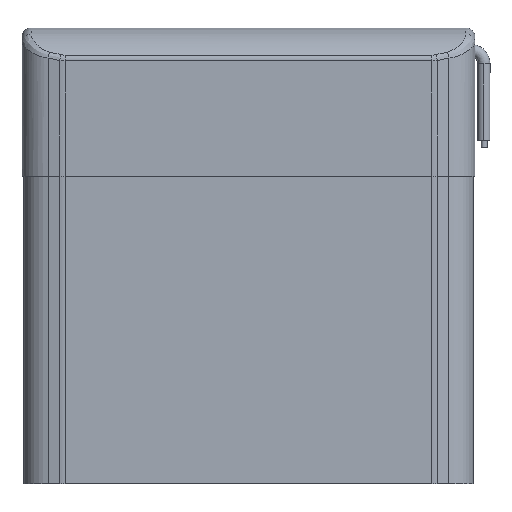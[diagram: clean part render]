
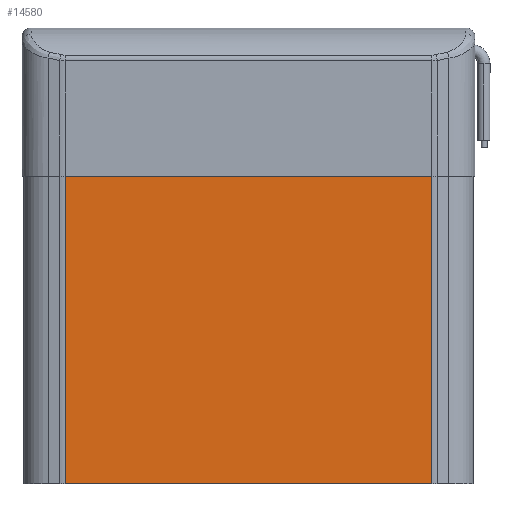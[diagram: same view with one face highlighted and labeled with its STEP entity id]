
A CAD part, top view. The second image highlights one B-rep face of the part: STEP entity #14580.
In plain terms, the highlighted planar face has unit normal (0, 0, 1).
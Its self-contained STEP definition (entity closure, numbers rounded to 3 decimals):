
#888 = DIRECTION ( 'NONE',  ( 1., 0., 0. ) ) ;
#985 = CARTESIAN_POINT ( 'NONE',  ( 12.4, 5.25, 3.9 ) ) ;
#1941 = DIRECTION ( 'NONE',  ( 0., 1., 0. ) ) ;
#2791 = EDGE_CURVE ( 'NONE', #9983, #7656, #7121, .T. ) ;
#3396 = ORIENTED_EDGE ( 'NONE', *, *, #3860, .F. ) ;
#3441 = LINE ( 'NONE', #17427, #16180 ) ;
#3860 = EDGE_CURVE ( 'NONE', #17644, #7336, #6611, .T. ) ;
#3893 = LINE ( 'NONE', #5289, #17975 ) ;
#4485 = CARTESIAN_POINT ( 'NONE',  ( 12.4, -15.25, 3.9 ) ) ;
#4877 = CARTESIAN_POINT ( 'NONE',  ( 12.225, 5.25, 3.9 ) ) ;
#5284 = CARTESIAN_POINT ( 'NONE',  ( 12.225, -15.25, 3.9 ) ) ;
#5289 = CARTESIAN_POINT ( 'NONE',  ( -12.225, 15.25, 3.9 ) ) ;
#5888 = DIRECTION ( 'NONE',  ( 1., 0., 0. ) ) ;
#6611 = LINE ( 'NONE', #985, #7801 ) ;
#7121 = LINE ( 'NONE', #4485, #11599 ) ;
#7221 = DIRECTION ( 'NONE',  ( -1., 0., 0. ) ) ;
#7310 = PLANE ( 'NONE',  #17410 ) ;
#7336 = VERTEX_POINT ( 'NONE', #4877 ) ;
#7615 = CARTESIAN_POINT ( 'NONE',  ( -12.225, -15.25, 3.9 ) ) ;
#7656 = VERTEX_POINT ( 'NONE', #5284 ) ;
#7801 = VECTOR ( 'NONE', #888, 1000. ) ;
#9865 = DIRECTION ( 'NONE',  ( 0., 0., -1. ) ) ;
#9983 = VERTEX_POINT ( 'NONE', #7615 ) ;
#11599 = VECTOR ( 'NONE', #5888, 1000. ) ;
#11943 = CARTESIAN_POINT ( 'NONE',  ( -12.225, 5.25, 3.9 ) ) ;
#14050 = FACE_OUTER_BOUND ( 'NONE', #17822, .T. ) ;
#14238 = CARTESIAN_POINT ( 'NONE',  ( 12.4, 15.25, 3.9 ) ) ;
#14336 = ORIENTED_EDGE ( 'NONE', *, *, #2791, .T. ) ;
#14580 = ADVANCED_FACE ( 'NONE', ( #14050 ), #7310, .F. ) ;
#15748 = ORIENTED_EDGE ( 'NONE', *, *, #15899, .T. ) ;
#15848 = EDGE_CURVE ( 'NONE', #7656, #7336, #3441, .T. ) ;
#15899 = EDGE_CURVE ( 'NONE', #17644, #9983, #3893, .T. ) ;
#16180 = VECTOR ( 'NONE', #1941, 1000. ) ;
#17410 = AXIS2_PLACEMENT_3D ( 'NONE', #14238, #9865, #7221 ) ;
#17427 = CARTESIAN_POINT ( 'NONE',  ( 12.225, 15.25, 3.9 ) ) ;
#17644 = VERTEX_POINT ( 'NONE', #11943 ) ;
#17822 = EDGE_LOOP ( 'NONE', ( #3396, #15748, #14336, #18500 ) ) ;
#17975 = VECTOR ( 'NONE', #18150, 1000. ) ;
#18150 = DIRECTION ( 'NONE',  ( 0., -1., 0. ) ) ;
#18500 = ORIENTED_EDGE ( 'NONE', *, *, #15848, .T. ) ;
